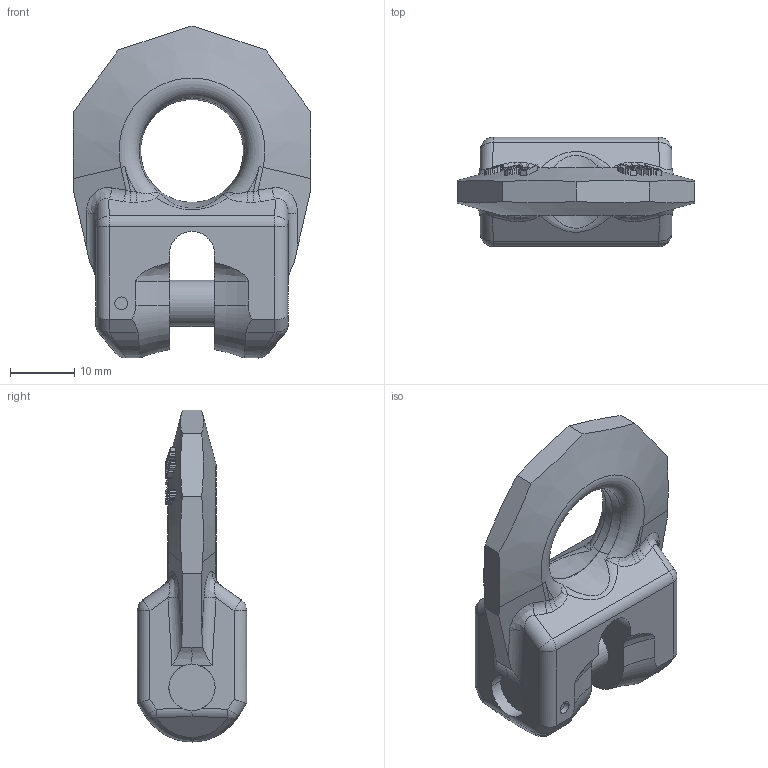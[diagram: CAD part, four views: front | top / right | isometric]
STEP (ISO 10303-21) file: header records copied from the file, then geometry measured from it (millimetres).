
FILE_DESCRIPTION((''),'2;1');
FILE_NAME('001-M31491-P-3','2014-08-21T',('Andreas.Wendler'),(''),'PRO/ENGINEER BY PARAMETRIC TECHNOLOGY CORPORATION, 2010140','PRO/ENGINEER BY PARAMETRIC TECHNOLOGY CORPORATION, 2010140','');
FILE_SCHEMA(('CONFIG_CONTROL_DESIGN'));
Length unit declared in the file: millimetre
Products named in the file (1): 001-M31491-P-3
Bounding box: 37 x 17 x 51.65 mm (x, y, z)
Volume: 12433.6 mm3; surface area: 4865.9 mm2
Topology: 1 solids, 1 shells, 359 faces, 973 edges, 626 vertices
Faces by surface type: plane 244, cylinder 57, bspline 30, cone 16, sphere 8, torus 4
Entity records: 13701 total; most frequent: CARTESIAN_POINT 5720, ORIENTED_EDGE 1946, DIRECTION 1209, EDGE_CURVE 973, VERTEX_POINT 626, B_SPLINE_CURVE_WITH_KNOTS 528, AXIS2_PLACEMENT_3D 435, EDGE_LOOP 373
